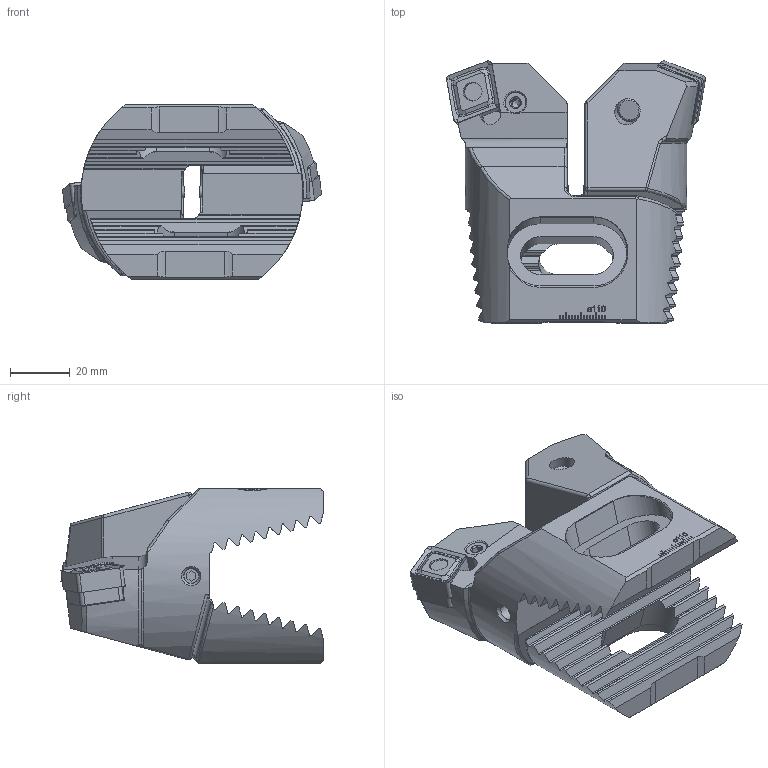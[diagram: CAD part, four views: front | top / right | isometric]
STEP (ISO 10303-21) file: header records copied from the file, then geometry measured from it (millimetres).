
FILE_DESCRIPTION (( 'STEP AP214' ), '1' );
FILE_NAME ('Z72.WCE.B70.050.STEP', '2020-08-14T11:40:20', ( '' ), ( '' ), 'SwSTEP 2.0', 'SolidWorks 2017', '' );
FILE_SCHEMA (( 'AUTOMOTIVE_DESIGN' ));
Length unit declared in the file: millimetre
Products named in the file (9): Z72-xxx.001.050_C_CN 16 70ø; Z72.WCE.B70.050; WCE-ER1.101.000; WCE-ER3.101.000_A; Z72-ER3.001.030; CNMG160612; WCE-ER2.101.004_A; WCE; WCE-ER4.101.020_A
Assembly tree (14 placements, depth 3):
  Z72.WCE.B70.050
    Z72-xxx.001.050_C_CN 16 70ø  x2
    WCE  x2
      WCE-ER4.101.020_A
      WCE-ER3.101.000_A
    WCE-ER1.101.000  x2
    WCE-ER2.101.004_A  x2
    CNMG160612  x2
    Z72-ER3.001.030  x2
Bounding box: 86.5 x 87.5 x 58.2 mm (x, y, z)
Volume: 148467.9 mm3; surface area: 43790.9 mm2
Topology: 14 solids, 14 shells, 806 faces, 2100 edges, 1326 vertices
Faces by surface type: plane 486, cylinder 128, bspline 98, cone 70, torus 14, sphere 10
Full cylindrical faces by diameter (mm): 2 x2, 3.55 x2, 4 x2, 5 x2, 6 x4, 6.35 x2, 6.4 x2, 7 x2, 7.9 x4, 8 x2, 8.05 x2, 8.4 x2
Entity records: 14543 total; most frequent: CARTESIAN_POINT 5159, ORIENTED_EDGE 2006, DIRECTION 1613, EDGE_CURVE 1003, VERTEX_POINT 653, VECTOR 595, LINE 595, AXIS2_PLACEMENT_3D 509
